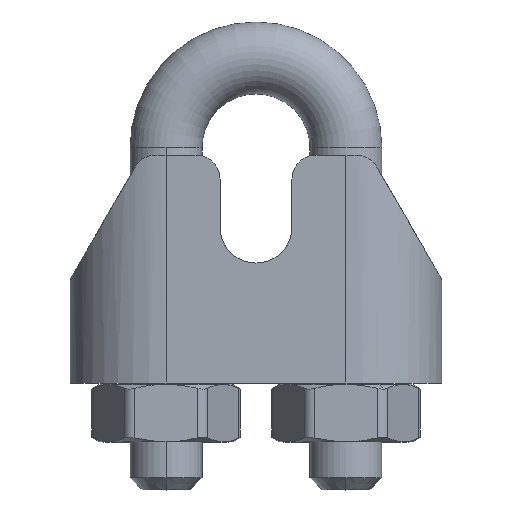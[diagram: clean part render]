
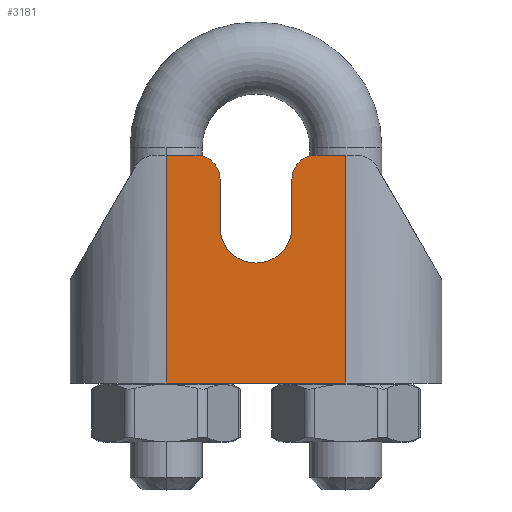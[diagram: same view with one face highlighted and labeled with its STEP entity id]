
A CAD part, top view. The second image highlights one B-rep face of the part: STEP entity #3181.
In plain terms, the highlighted planar face has unit normal (0, 0, 1).
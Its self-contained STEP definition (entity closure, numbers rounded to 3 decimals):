
#166 = DIRECTION ( 'NONE',  ( 1., 0., 0. ) ) ;
#325 = CARTESIAN_POINT ( 'NONE',  ( 1.5, 9.5, 4. ) ) ;
#888 = LINE ( 'NONE', #2696, #4587 ) ;
#924 = VECTOR ( 'NONE', #4135, 1000. ) ;
#1154 = CARTESIAN_POINT ( 'NONE',  ( -3.75, 9.5, 4. ) ) ;
#1614 = CARTESIAN_POINT ( 'NONE',  ( 0., 6.5, 4. ) ) ;
#1731 = CARTESIAN_POINT ( 'NONE',  ( 3.75, 9.5, 4. ) ) ;
#1833 = EDGE_CURVE ( 'NONE', #3341, #7195, #14324, .T. ) ;
#2402 = VERTEX_POINT ( 'NONE', #3000 ) ;
#2486 = CARTESIAN_POINT ( 'NONE',  ( -3.75, 0., 4. ) ) ;
#2598 = EDGE_CURVE ( 'NONE', #3917, #5135, #10175, .T. ) ;
#2696 = CARTESIAN_POINT ( 'NONE',  ( -3.75, 0., 4. ) ) ;
#2706 = CARTESIAN_POINT ( 'NONE',  ( -3.75, 9.5, 4. ) ) ;
#2766 = LINE ( 'NONE', #1154, #924 ) ;
#3000 = CARTESIAN_POINT ( 'NONE',  ( -1.5, 6.5, 4. ) ) ;
#3087 = CARTESIAN_POINT ( 'NONE',  ( -1.5, 6.5, 4. ) ) ;
#3103 = LINE ( 'NONE', #2706, #10039 ) ;
#3181 = ADVANCED_FACE ( 'NONE', ( #4855 ), #6392, .F. ) ;
#3255 = ORIENTED_EDGE ( 'NONE', *, *, #4562, .T. ) ;
#3341 = VERTEX_POINT ( 'NONE', #13355 ) ;
#3682 = DIRECTION ( 'NONE',  ( 1., 0., 0. ) ) ;
#3876 = CARTESIAN_POINT ( 'NONE',  ( -1.5, 8.5, 4. ) ) ;
#3917 = VERTEX_POINT ( 'NONE', #12232 ) ;
#3936 = EDGE_CURVE ( 'NONE', #6872, #2402, #13677, .T. ) ;
#4135 = DIRECTION ( 'NONE',  ( 0., -1., 0. ) ) ;
#4138 = VERTEX_POINT ( 'NONE', #16717 ) ;
#4376 = CARTESIAN_POINT ( 'NONE',  ( -2.5, 8.5, 4. ) ) ;
#4562 = EDGE_CURVE ( 'NONE', #6872, #15808, #8114, .T. ) ;
#4587 = VECTOR ( 'NONE', #13117, 1000. ) ;
#4855 = FACE_OUTER_BOUND ( 'NONE', #14123, .T. ) ;
#5135 = VERTEX_POINT ( 'NONE', #7819 ) ;
#5315 = DIRECTION ( 'NONE',  ( 0., -1., 0. ) ) ;
#5669 = EDGE_CURVE ( 'NONE', #4138, #12962, #2766, .T. ) ;
#5979 = ORIENTED_EDGE ( 'NONE', *, *, #5669, .T. ) ;
#6011 = VECTOR ( 'NONE', #3682, 1000. ) ;
#6339 = CARTESIAN_POINT ( 'NONE',  ( -3.75, 9.5, 4. ) ) ;
#6392 = PLANE ( 'NONE',  #7478 ) ;
#6570 = VECTOR ( 'NONE', #8255, 1000. ) ;
#6700 = ORIENTED_EDGE ( 'NONE', *, *, #3936, .F. ) ;
#6720 = VECTOR ( 'NONE', #5315, 1000. ) ;
#6816 = ORIENTED_EDGE ( 'NONE', *, *, #15999, .F. ) ;
#6872 = VERTEX_POINT ( 'NONE', #3876 ) ;
#7187 = DIRECTION ( 'NONE',  ( 0., 0., 1. ) ) ;
#7195 = VERTEX_POINT ( 'NONE', #14514 ) ;
#7338 = CARTESIAN_POINT ( 'NONE',  ( -2.5, 9.5, 4. ) ) ;
#7376 = AXIS2_PLACEMENT_3D ( 'NONE', #1614, #7187, #12505 ) ;
#7478 = AXIS2_PLACEMENT_3D ( 'NONE', #6339, #8932, #14179 ) ;
#7819 = CARTESIAN_POINT ( 'NONE',  ( 1.5, 8.5, 4. ) ) ;
#7834 = EDGE_CURVE ( 'NONE', #12962, #7195, #888, .T. ) ;
#8114 = CIRCLE ( 'NONE', #16392, 1. ) ;
#8128 = VECTOR ( 'NONE', #13736, 1000. ) ;
#8255 = DIRECTION ( 'NONE',  ( 0., 1., 0. ) ) ;
#8847 = EDGE_CURVE ( 'NONE', #4138, #15808, #15633, .T. ) ;
#8932 = DIRECTION ( 'NONE',  ( 0., 0., -1. ) ) ;
#9710 = DIRECTION ( 'NONE',  ( -1., 0., 0. ) ) ;
#9856 = AXIS2_PLACEMENT_3D ( 'NONE', #12663, #12612, #13880 ) ;
#10025 = LINE ( 'NONE', #325, #6570 ) ;
#10039 = VECTOR ( 'NONE', #166, 1000. ) ;
#10175 = CIRCLE ( 'NONE', #9856, 1. ) ;
#10826 = DIRECTION ( 'NONE',  ( 0., 0., 1. ) ) ;
#12129 = ORIENTED_EDGE ( 'NONE', *, *, #8847, .F. ) ;
#12163 = ORIENTED_EDGE ( 'NONE', *, *, #14332, .F. ) ;
#12232 = CARTESIAN_POINT ( 'NONE',  ( 2.5, 9.5, 4. ) ) ;
#12505 = DIRECTION ( 'NONE',  ( 1., 0., 0. ) ) ;
#12612 = DIRECTION ( 'NONE',  ( 0., 0., 1. ) ) ;
#12663 = CARTESIAN_POINT ( 'NONE',  ( 2.5, 8.5, 4. ) ) ;
#12751 = ORIENTED_EDGE ( 'NONE', *, *, #14080, .F. ) ;
#12962 = VERTEX_POINT ( 'NONE', #2486 ) ;
#13117 = DIRECTION ( 'NONE',  ( 1., 0., 0. ) ) ;
#13351 = ORIENTED_EDGE ( 'NONE', *, *, #7834, .T. ) ;
#13355 = CARTESIAN_POINT ( 'NONE',  ( 3.75, 9.5, 4. ) ) ;
#13677 = LINE ( 'NONE', #3087, #8128 ) ;
#13736 = DIRECTION ( 'NONE',  ( 0., -1., 0. ) ) ;
#13880 = DIRECTION ( 'NONE',  ( -1., 0., 0. ) ) ;
#14080 = EDGE_CURVE ( 'NONE', #3917, #3341, #3103, .T. ) ;
#14123 = EDGE_LOOP ( 'NONE', ( #6700, #3255, #12129, #5979, #13351, #14271, #12751, #14632, #12163, #6816 ) ) ;
#14179 = DIRECTION ( 'NONE',  ( -1., 0., 0. ) ) ;
#14271 = ORIENTED_EDGE ( 'NONE', *, *, #1833, .F. ) ;
#14324 = LINE ( 'NONE', #1731, #6720 ) ;
#14332 = EDGE_CURVE ( 'NONE', #16108, #5135, #10025, .T. ) ;
#14514 = CARTESIAN_POINT ( 'NONE',  ( 3.75, 0., 4. ) ) ;
#14632 = ORIENTED_EDGE ( 'NONE', *, *, #2598, .T. ) ;
#15363 = CARTESIAN_POINT ( 'NONE',  ( 1.5, 6.5, 4. ) ) ;
#15485 = CARTESIAN_POINT ( 'NONE',  ( -3.75, 9.5, 4. ) ) ;
#15633 = LINE ( 'NONE', #15485, #6011 ) ;
#15808 = VERTEX_POINT ( 'NONE', #7338 ) ;
#15999 = EDGE_CURVE ( 'NONE', #2402, #16108, #16792, .T. ) ;
#16108 = VERTEX_POINT ( 'NONE', #15363 ) ;
#16392 = AXIS2_PLACEMENT_3D ( 'NONE', #4376, #10826, #9710 ) ;
#16717 = CARTESIAN_POINT ( 'NONE',  ( -3.75, 9.5, 4. ) ) ;
#16792 = CIRCLE ( 'NONE', #7376, 1.5 ) ;
